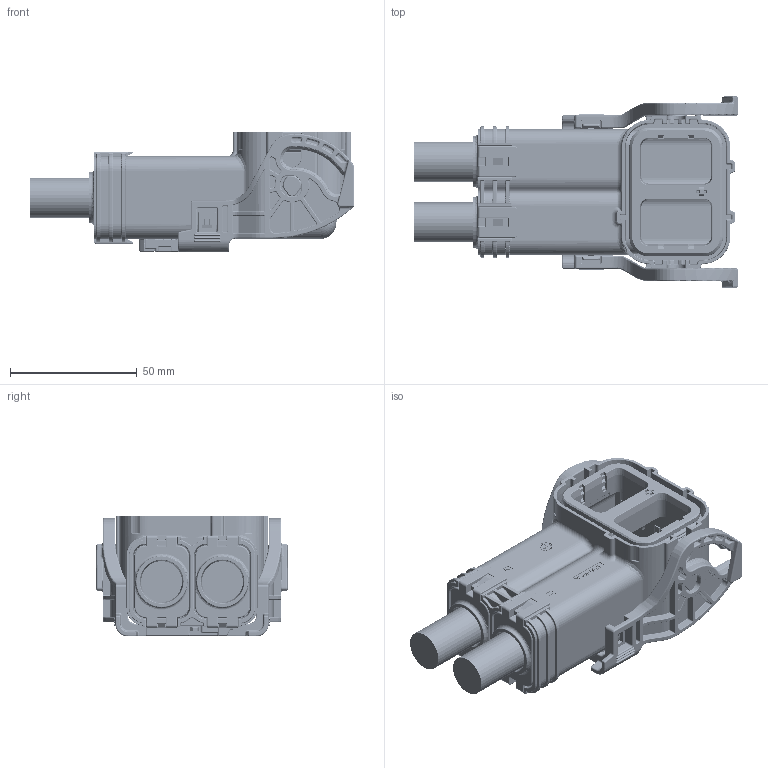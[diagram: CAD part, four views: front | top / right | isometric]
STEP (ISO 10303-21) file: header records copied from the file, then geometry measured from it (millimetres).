
FILE_DESCRIPTION (( 'STEP AP203' ), '1' );
FILE_NAME ('YGEV4-S2PWHA脣芛郪璃.STEP', '2024-08-08T09:15:32', ( '' ), ( '' ), 'SwSTEP 2.0', 'SolidWorks 2023', '' );
FILE_SCHEMA (( 'CONFIG_CONTROL_DESIGN' ));
Products named in the file (1): YGEV4-S2PWHA插头组件
Bounding box: 127.99 x 75.4 x 47.65 mm (x, y, z)
Volume: 71383.5 mm3; surface area: 83600.8 mm2
Topology: 59 solids, 61 shells, 7162 faces, 17597 edges, 10327 vertices
Faces by surface type: plane 2477, cylinder 2375, torus 1147, bspline 759, sphere 265, cone 139
Entity records: 238010 total; most frequent: CARTESIAN_POINT 73728, DIRECTION 34589, ORIENTED_EDGE 34530, EDGE_CURVE 17265, AXIS2_PLACEMENT_3D 12799, VERTEX_POINT 10318, VECTOR 8991, LINE 8991
